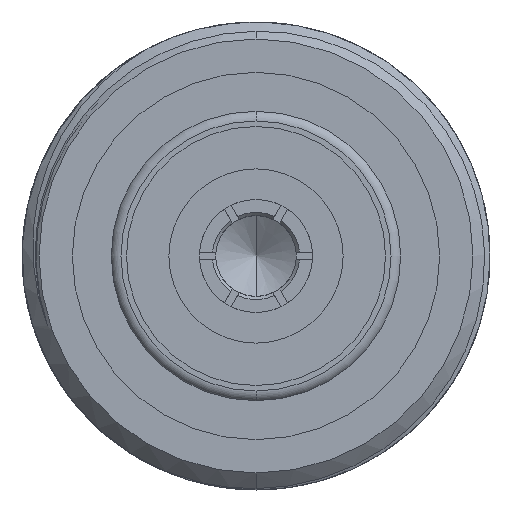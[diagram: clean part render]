
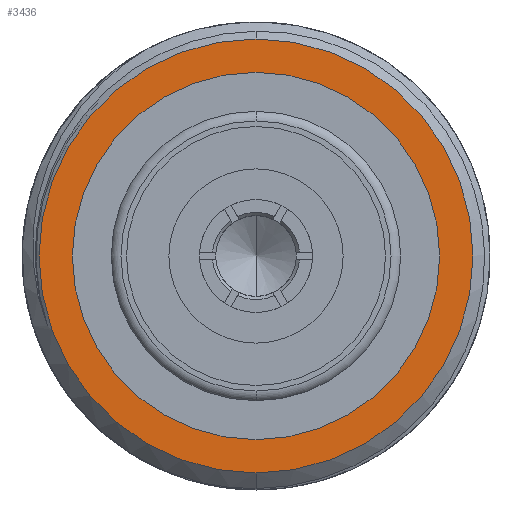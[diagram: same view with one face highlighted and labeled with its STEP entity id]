
A CAD part, left-side view. The second image highlights one B-rep face of the part: STEP entity #3436.
In plain terms, the highlighted planar face has unit normal (-1, 0, 0).
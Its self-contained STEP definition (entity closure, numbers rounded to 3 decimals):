
#1174=CARTESIAN_POINT('',(-28.207,0.,0.));
#1175=DIRECTION('',(-1.,0.,0.));
#1176=DIRECTION('',(0.,0.,-1.));
#1177=AXIS2_PLACEMENT_3D('',#1174,#1175,#1176);
#1179=CARTESIAN_POINT('',(-28.207,0.,0.));
#1180=DIRECTION('',(1.,0.,0.));
#1181=DIRECTION('',(0.,0.,-1.));
#1182=AXIS2_PLACEMENT_3D('',#1179,#1180,#1181);
#1184=CARTESIAN_POINT('',(-28.207,0.,0.));
#1185=DIRECTION('',(-1.,0.,0.));
#1186=DIRECTION('',(0.,1.,0.));
#1187=AXIS2_PLACEMENT_3D('',#1184,#1185,#1186);
#1189=CARTESIAN_POINT('',(-28.207,0.,0.));
#1190=DIRECTION('',(-1.,0.,0.));
#1191=DIRECTION('',(0.,-1.,0.));
#1192=AXIS2_PLACEMENT_3D('',#1189,#1190,#1191);
#1964=CARTESIAN_POINT('',(-28.207,0.,-13.446));
#1965=CARTESIAN_POINT('',(-28.207,0.,13.446));
#1966=VERTEX_POINT('',#1964);
#1967=VERTEX_POINT('',#1965);
#1992=CARTESIAN_POINT('',(-28.207,11.379,0.));
#1993=VERTEX_POINT('',#1992);
#1994=CARTESIAN_POINT('',(-28.207,-11.379,0.));
#1995=VERTEX_POINT('',#1994);
#3421=CARTESIAN_POINT('',(-28.207,0.,0.));
#3422=DIRECTION('',(1.,0.,0.));
#3423=DIRECTION('',(0.,0.,1.));
#3424=AXIS2_PLACEMENT_3D('',#3421,#3422,#3423);
#3425=PLANE('',#3424);
#3426=ORIENTED_EDGE('',*,*,#3415,.F.);
#3427=ORIENTED_EDGE('',*,*,#3401,.T.);
#3428=EDGE_LOOP('',(#3426,#3427));
#3429=FACE_OUTER_BOUND('',#3428,.F.);
#3431=ORIENTED_EDGE('',*,*,#3430,.T.);
#3433=ORIENTED_EDGE('',*,*,#3432,.T.);
#3434=EDGE_LOOP('',(#3431,#3433));
#3435=FACE_BOUND('',#3434,.F.);
#1178=CIRCLE('',#1177,13.446);
#1183=CIRCLE('',#1182,13.446);
#1188=CIRCLE('',#1187,11.379);
#1193=CIRCLE('',#1192,11.379);
#3401=EDGE_CURVE('',#1966,#1967,#1183,.T.);
#3415=EDGE_CURVE('',#1966,#1967,#1178,.T.);
#3430=EDGE_CURVE('',#1993,#1995,#1188,.T.);
#3432=EDGE_CURVE('',#1995,#1993,#1193,.T.);
#3436=ADVANCED_FACE('',(#3429,#3435),#3425,.F.);
